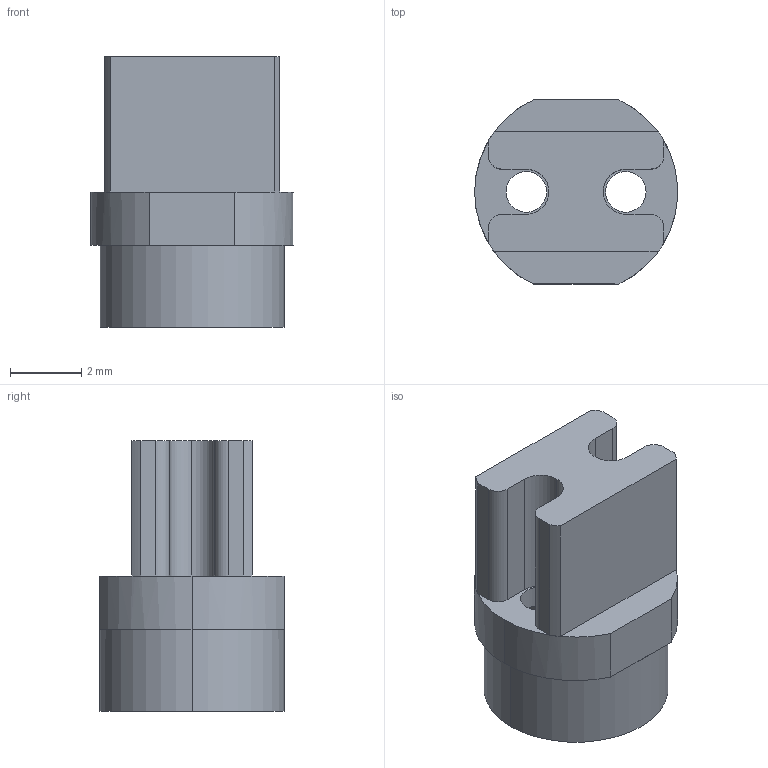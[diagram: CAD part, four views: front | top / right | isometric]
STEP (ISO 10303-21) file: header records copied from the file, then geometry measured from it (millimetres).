
FILE_DESCRIPTION (( 'STEP AP214' ), '1' );
FILE_NAME ('CM00624xxx.STEP', '2018-07-25T20:17:02', ( 'user' ), ( 'Microsoft' ), 'SwSTEP 2.0', 'SolidWorks 2018', '' );
FILE_SCHEMA (( 'AUTOMOTIVE_DESIGN' ));
Length unit declared in the file: inch
Products named in the file (1): CM00624xxx
Bounding box: 5.71 x 5.18 x 7.62 mm (x, y, z)
Volume: 96.6 mm3; surface area: 251.6 mm2
Topology: 1 solids, 1 shells, 51 faces, 138 edges, 90 vertices
Faces by surface type: plane 31, cylinder 20
Entity records: 1666 total; most frequent: DIRECTION 296, CARTESIAN_POINT 280, ORIENTED_EDGE 276, EDGE_CURVE 138, AXIS2_PLACEMENT_3D 106, VERTEX_POINT 90, VECTOR 84, LINE 84
